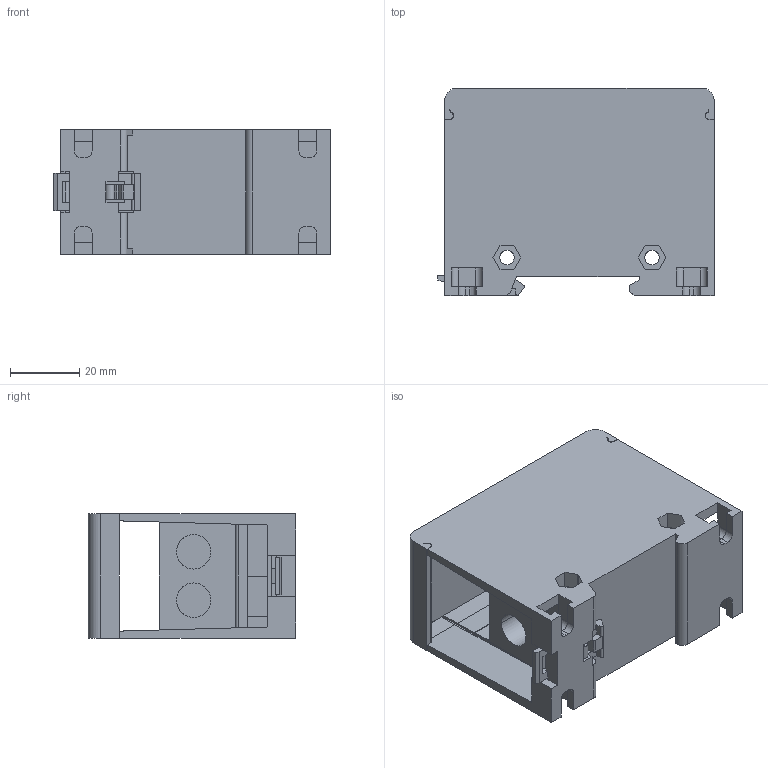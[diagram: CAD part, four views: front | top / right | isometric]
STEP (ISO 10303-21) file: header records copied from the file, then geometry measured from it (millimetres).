
FILE_DESCRIPTION((''),'2;1');
FILE_NAME('80','2024-01-19T',('dell'),(''),'PRO/ENGINEER BY PARAMETRIC TECHNOLOGY CORPORATION, 2013230','PRO/ENGINEER BY PARAMETRIC TECHNOLOGY CORPORATION, 2013230','');
FILE_SCHEMA(('AUTOMOTIVE_DESIGN { 1 0 10303 214 1 1 1 1 }'));
Length unit declared in the file: millimetre
Products named in the file (1): 80
Bounding box: 80 x 60.05 x 36 mm (x, y, z)
Volume: 73631.3 mm3; surface area: 36901 mm2
Topology: 1 solids, 8 shells, 373 faces, 1098 edges, 721 vertices
Faces by surface type: plane 298, cylinder 71, bspline 2, cone 2
Entity records: 12608 total; most frequent: CARTESIAN_POINT 2498, ORIENTED_EDGE 2196, DIRECTION 1948, EDGE_CURVE 1098, VECTOR 930, LINE 930, VERTEX_POINT 721, AXIS2_PLACEMENT_3D 509
